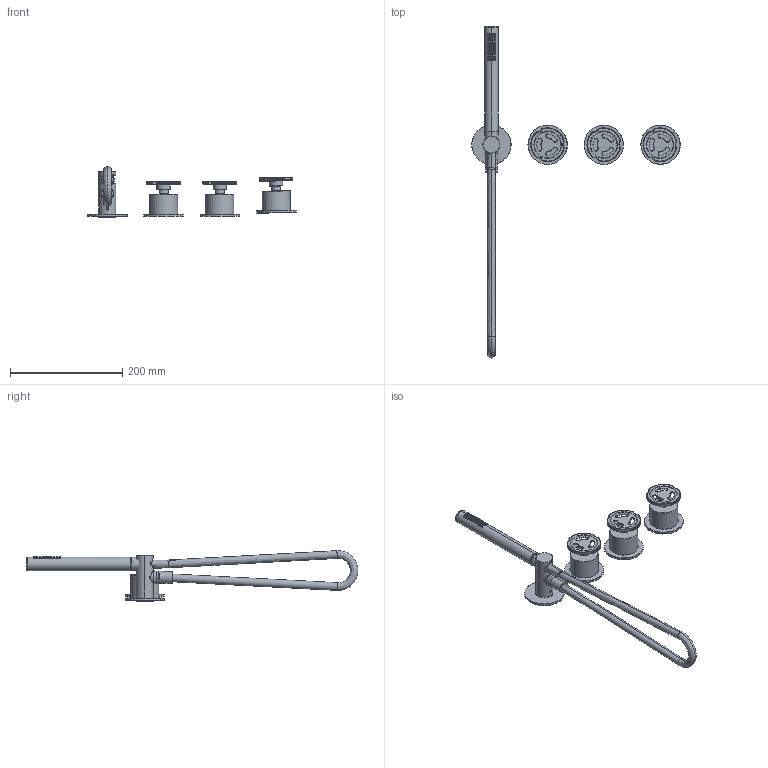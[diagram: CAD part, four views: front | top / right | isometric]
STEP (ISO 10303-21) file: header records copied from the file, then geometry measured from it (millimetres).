
FILE_DESCRIPTION (( 'STEP AP214' ), '1' );
FILE_NAME ('CRW.0006.STEP', '2023-01-04T14:31:53', ( 'Solid' ), ( '' ), 'SwSTEP 2.0', 'SolidWorks 2019', '' );
FILE_SCHEMA (( 'AUTOMOTIVE_DESIGN' ));
Length unit declared in the file: millimetre
Products named in the file (8): 0039.006.00.STEP; CRW; 0044.000.25.STEP; CHUVEIRO MAO.STEP; CRW.0006; 0046.000.03.STEP; C35.0023.STEP; FLEXIVEL_TOMADA__GUA_CILINDRICA_LATERAL_PARA_MON_AO_CHAO.STEP
Assembly tree (9 placements, depth 3):
  CRW.0006
    C35.0023.STEP
      FLEXIVEL_TOMADA__GUA_CILINDRICA_LATERAL_PARA_MON_AO_CHAO.STEP
      0044.000.25.STEP
      0046.000.03.STEP
      0039.006.00.STEP
      CHUVEIRO MAO.STEP
    CRW  x3
Bounding box: 370.75 x 590.57 x 90.02 mm (x, y, z)
Volume: 569988.4 mm3; surface area: 162439.5 mm2
Topology: 19 solids, 19 shells, 4682 faces, 11068 edges, 6087 vertices
Faces by surface type: cylinder 1467, sphere 1408, bspline 771, torus 714, cone 164, plane 158
Entity records: 102893 total; most frequent: CARTESIAN_POINT 58802, ORIENTED_EDGE 9024, DIRECTION 8805, EDGE_CURVE 4512, AXIS2_PLACEMENT_3D 4037, VERTEX_POINT 2603, CIRCLE 2423, EDGE_LOOP 2145
